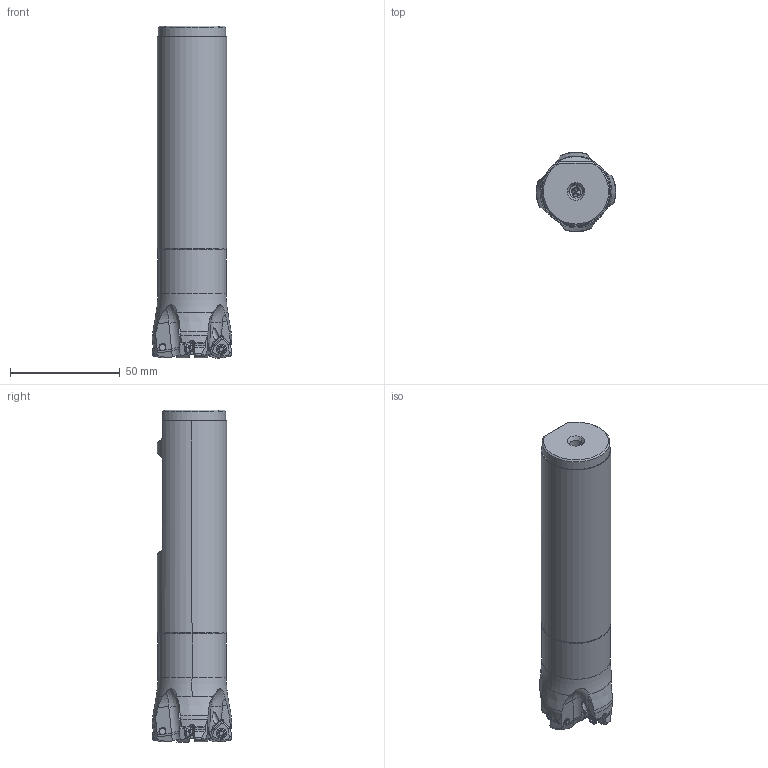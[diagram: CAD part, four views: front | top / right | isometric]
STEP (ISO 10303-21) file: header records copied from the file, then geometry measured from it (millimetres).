
FILE_DESCRIPTION(/* description */ (''),/* implementation_level */ '2;1');
FILE_NAME(/* name */ 'WJX09UR2404FA20S.stp',/* time_stamp */ '2025-07-03T15:45:20+09:00',/* author */ (''),/* organization */ (''),/* preprocessor_version */ 'ST-DEVELOPER v18.101',/* originating_system */ 'SIEMENS PLM Software NX 2011',/* authorisation */ '');
FILE_SCHEMA (('AUTOMOTIVE_DESIGN { 1 0 10303 214 3 1 1 1 }'));
Length unit declared in the file: millimetre
Products named in the file (1): WJX09UR2404FA20S_ASM
Bounding box: 36.27 x 36.27 x 151.6 mm (x, y, z)
Volume: 110791.9 mm3; surface area: 20586.5 mm2
Topology: 5 solids, 5 shells, 519 faces, 1616 edges, 1092 vertices
Faces by surface type: cylinder 213, plane 141, cone 57, torus 48, sphere 32, bspline 28
Entity records: 21917 total; most frequent: CARTESIAN_POINT 8222, ORIENTED_EDGE 3190, DIRECTION 2499, EDGE_CURVE 1595, VERTEX_POINT 1085, AXIS2_PLACEMENT_3D 1047, B_SPLINE_CURVE_WITH_KNOTS 658, EDGE_LOOP 534
